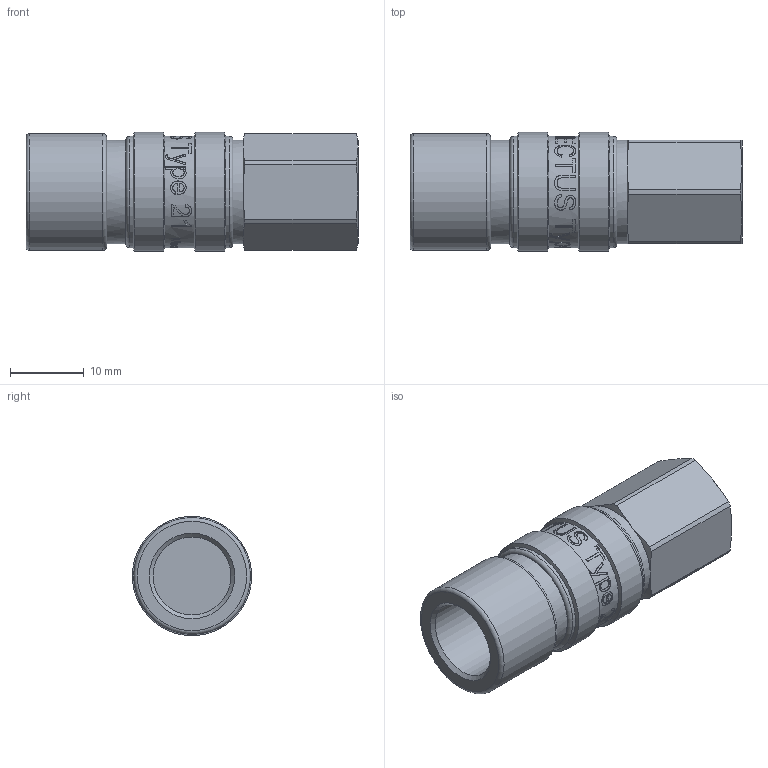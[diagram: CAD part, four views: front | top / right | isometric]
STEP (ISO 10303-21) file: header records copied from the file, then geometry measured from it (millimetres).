
FILE_DESCRIPTION(/* description */ (''),/* implementation_level */ '2;1');
FILE_NAME(/* name */ '21kaiw10mpn0.stp',/* time_stamp */ '2017-05-23T07:40:54+02:00',/* author */ ('IA176480'),/* organization */ (''),/* preprocessor_version */ 'ST-DEVELOPER v16.1',/* originating_system */ 'Autodesk Inventor 2016',/* authorisation */ '');
FILE_SCHEMA (('AUTOMOTIVE_DESIGN { 1 0 10303 214 3 1 1 }'));
Products named in the file (1): 21KAIW10MPN0
Bounding box: 44.91 x 16.1 x 16.1 mm (x, y, z)
Volume: 6453 mm3; surface area: 4440.2 mm2
Topology: 1 solids, 3 shells, 455 faces, 1196 edges, 787 vertices
Faces by surface type: bspline 211, plane 144, cylinder 64, cone 32, torus 4
Full cylindrical faces by diameter (mm): 8.566 x1, 10.55 x1, 11.4 x1, 11.46 x1, 12 x3, 12.15 x1, 14 x4, 15.1 x3, 15.8 x1, 16.15 x2
Entity records: 63369 total; most frequent: CARTESIAN_POINT 53608, ORIENTED_EDGE 2268, DIRECTION 1181, EDGE_CURVE 1134, VERTEX_POINT 770, B_SPLINE_CURVE_WITH_KNOTS 555, EDGE_LOOP 542, FACE_OUTER_BOUND 454
